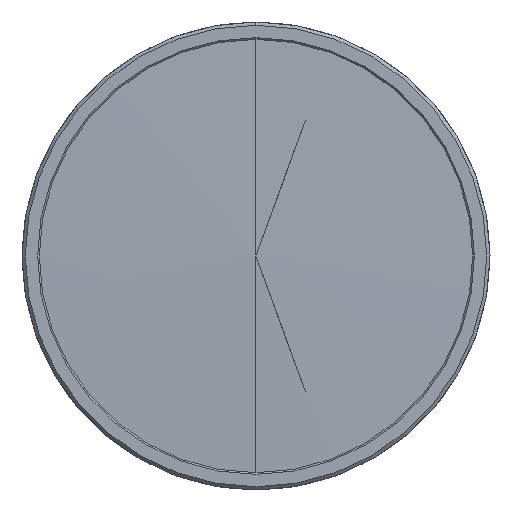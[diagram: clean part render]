
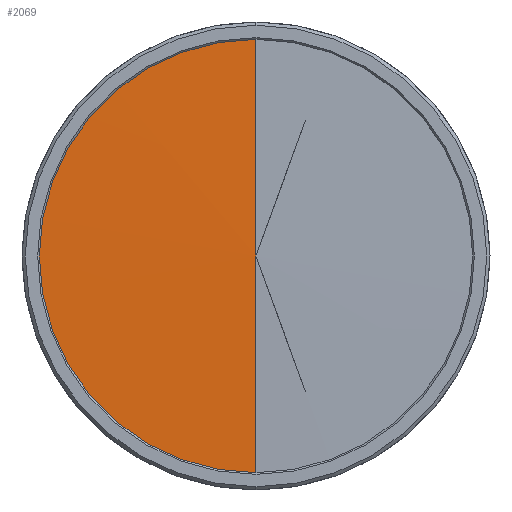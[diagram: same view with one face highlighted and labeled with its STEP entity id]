
A CAD part, left-side view. The second image highlights one B-rep face of the part: STEP entity #2069.
In plain terms, the highlighted conical face has half-angle 89.172 degrees and reference radius 69.181 mm.
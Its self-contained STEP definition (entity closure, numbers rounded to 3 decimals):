
#270 = CIRCLE ( 'NONE', #4058, 65.75 ) ;
#360 = VERTEX_POINT ( 'NONE', #2219 ) ;
#403 = AXIS2_PLACEMENT_3D ( 'NONE', #5431, #3189, #3605 ) ;
#534 = LINE ( 'NONE', #3831, #1306 ) ;
#1306 = VECTOR ( 'NONE', #2060, 1000. ) ;
#1433 = CARTESIAN_POINT ( 'NONE',  ( 0., 0., 0. ) ) ;
#1579 = AXIS2_PLACEMENT_3D ( 'NONE', #4230, #4284, #1581 ) ;
#1581 = DIRECTION ( 'NONE',  ( 0., 0., -1. ) ) ;
#1583 = CARTESIAN_POINT ( 'NONE',  ( 0.95, 65.75, 0. ) ) ;
#1818 = FACE_OUTER_BOUND ( 'NONE', #2075, .T. ) ;
#1858 = EDGE_CURVE ( 'NONE', #5432, #5288, #3621, .T. ) ;
#2060 = DIRECTION ( 'NONE',  ( 0.014, 0., -1. ) ) ;
#2069 = ADVANCED_FACE ( 'NONE', ( #1818 ), #5496, .T. ) ;
#2075 = EDGE_LOOP ( 'NONE', ( #2186, #2674, #4141, #3293 ) ) ;
#2186 = ORIENTED_EDGE ( 'NONE', *, *, #4389, .F. ) ;
#2219 = CARTESIAN_POINT ( 'NONE',  ( 0.95, 0., 65.75 ) ) ;
#2337 = EDGE_CURVE ( 'NONE', #5288, #360, #270, .T. ) ;
#2420 = CARTESIAN_POINT ( 'NONE',  ( 0.95, 0., 0. ) ) ;
#2674 = ORIENTED_EDGE ( 'NONE', *, *, #5369, .T. ) ;
#2737 = VECTOR ( 'NONE', #4768, 1000. ) ;
#2799 = DIRECTION ( 'NONE',  ( 0., 0., -1. ) ) ;
#3189 = DIRECTION ( 'NONE',  ( 1., 0., 0. ) ) ;
#3293 = ORIENTED_EDGE ( 'NONE', *, *, #1858, .F. ) ;
#3605 = DIRECTION ( 'NONE',  ( 0., 0., -1. ) ) ;
#3621 = CIRCLE ( 'NONE', #403, 65.75 ) ;
#3831 = CARTESIAN_POINT ( 'NONE',  ( 1., 0., -69.181 ) ) ;
#4058 = AXIS2_PLACEMENT_3D ( 'NONE', #2420, #5087, #2799 ) ;
#4072 = LINE ( 'NONE', #4780, #2737 ) ;
#4141 = ORIENTED_EDGE ( 'NONE', *, *, #2337, .F. ) ;
#4230 = CARTESIAN_POINT ( 'NONE',  ( 1., 0., 0. ) ) ;
#4284 = DIRECTION ( 'NONE',  ( 1., 0., 0. ) ) ;
#4389 = EDGE_CURVE ( 'NONE', #5103, #5432, #534, .T. ) ;
#4768 = DIRECTION ( 'NONE',  ( 0.014, 0., 1. ) ) ;
#4780 = CARTESIAN_POINT ( 'NONE',  ( 1., 0., 69.181 ) ) ;
#5087 = DIRECTION ( 'NONE',  ( 1., 0., 0. ) ) ;
#5103 = VERTEX_POINT ( 'NONE', #1433 ) ;
#5288 = VERTEX_POINT ( 'NONE', #1583 ) ;
#5369 = EDGE_CURVE ( 'NONE', #5103, #360, #4072, .T. ) ;
#5431 = CARTESIAN_POINT ( 'NONE',  ( 0.95, 0., 0. ) ) ;
#5432 = VERTEX_POINT ( 'NONE', #5685 ) ;
#5496 = CONICAL_SURFACE ( 'NONE', #1579, 69.181, 1.556 ) ;
#5685 = CARTESIAN_POINT ( 'NONE',  ( 0.95, 0., -65.75 ) ) ;
